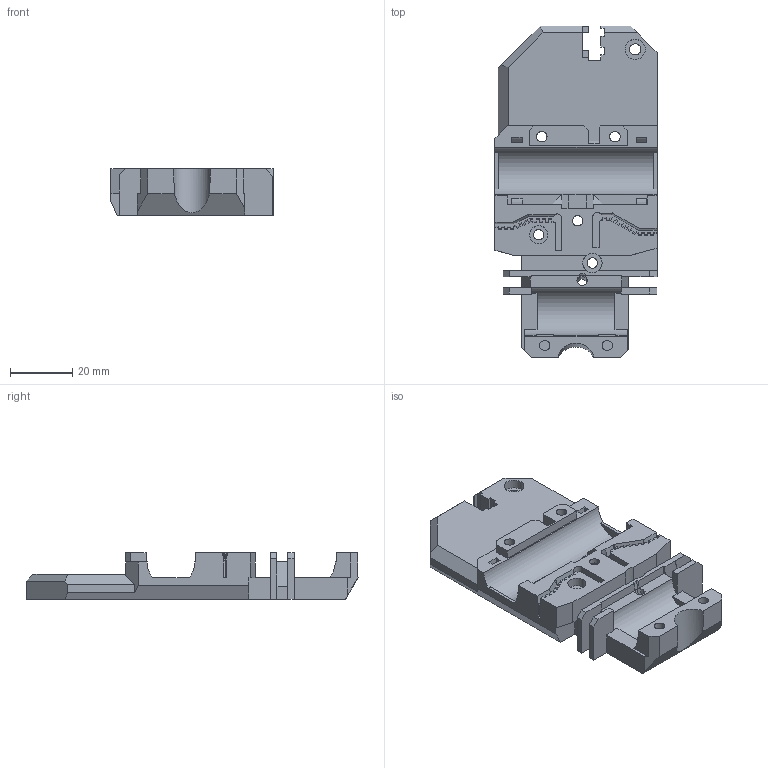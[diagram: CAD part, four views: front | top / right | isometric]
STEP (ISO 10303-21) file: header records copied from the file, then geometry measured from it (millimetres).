
FILE_DESCRIPTION(/* description */ (''),/* implementation_level */ '2;1');
FILE_NAME(/* name */ 'x carriege.step',/* time_stamp */ '2018-11-10T12:32:21+01:00',/* author */ (''),/* organization */ (''),/* preprocessor_version */ 'ST-DEVELOPER v17.2',/* originating_system */ 'Autodesk Translation Framework v7.6.0.251',/* authorisation */ '');
FILE_SCHEMA (('AUTOMOTIVE_DESIGN { 1 0 10303 214 3 1 1 }'));
Length unit declared in the file: millimetre
Products named in the file (1): x carriege
Bounding box: 52 x 106.5 x 15 mm (x, y, z)
Volume: 42317.8 mm3; surface area: 19214.9 mm2
Topology: 1 solids, 1 shells, 625 faces, 1854 edges, 1237 vertices
Faces by surface type: plane 426, bspline 165, cylinder 32, cone 2
Full cylindrical faces by diameter (mm): 3.3 x8, 3.4 x4, 3.6 x1, 5.8 x1, 6.2 x1, 6.4 x1
Entity records: 22406 total; most frequent: CARTESIAN_POINT 6564, ORIENTED_EDGE 3708, DIRECTION 2586, EDGE_CURVE 1854, LINE 1374, VECTOR 1374, VERTEX_POINT 1237, EDGE_LOOP 659
